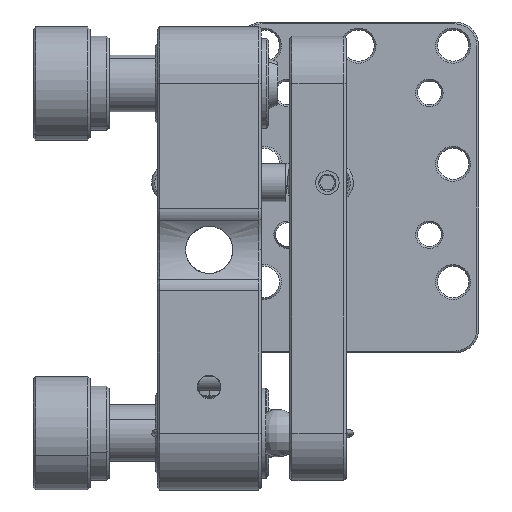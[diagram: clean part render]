
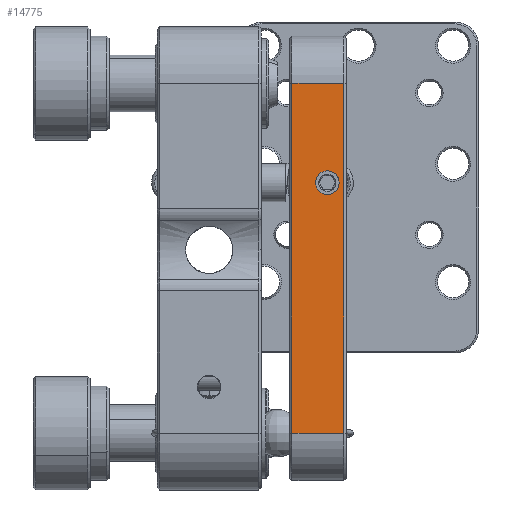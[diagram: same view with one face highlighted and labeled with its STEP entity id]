
A CAD part, front view. The second image highlights one B-rep face of the part: STEP entity #14775.
In plain terms, the highlighted planar face has unit normal (0, -1, 0).
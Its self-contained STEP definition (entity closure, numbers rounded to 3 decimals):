
#220 = CARTESIAN_POINT ( 'NONE',  ( 14.797, -23.5, -18.5 ) ) ;
#1771 = CARTESIAN_POINT ( 'NONE',  ( 11.246, -23.5, 7.853 ) ) ;
#2905 = DIRECTION ( 'NONE',  ( 0., 0., 1. ) ) ;
#3252 = CARTESIAN_POINT ( 'NONE',  ( 11.395, -23.5, 7.386 ) ) ;
#4089 = EDGE_CURVE ( 'NONE', #59002, #18540, #8368, .T. ) ;
#4335 = DIRECTION ( 'NONE',  ( -1., 0., 0. ) ) ;
#4865 = ORIENTED_EDGE ( 'NONE', *, *, #25449, .F. ) ;
#5115 = LINE ( 'NONE', #46289, #48778 ) ;
#5560 = VECTOR ( 'NONE', #45964, 1000. ) ;
#5612 = VECTOR ( 'NONE', #2905, 1000. ) ;
#6119 = CARTESIAN_POINT ( 'NONE',  ( 13.597, -23.5, 8.614 ) ) ;
#7020 = CARTESIAN_POINT ( 'NONE',  ( 12.349, -23.5, 9.25 ) ) ;
#7312 = CARTESIAN_POINT ( 'NONE',  ( 13.258, -23.5, 9.006 ) ) ;
#7414 = LINE ( 'NONE', #44088, #5612 ) ;
#7768 = CARTESIAN_POINT ( 'NONE',  ( 13.502, -23.5, 7.238 ) ) ;
#8368 = LINE ( 'NONE', #220, #52672 ) ;
#10283 = EDGE_CURVE ( 'NONE', #59002, #36352, #5115, .T. ) ;
#10938 = CARTESIAN_POINT ( 'NONE',  ( 11.246, -23.5, 8. ) ) ;
#11644 = EDGE_CURVE ( 'NONE', #18540, #12917, #7414, .T. ) ;
#12188 = EDGE_LOOP ( 'NONE', ( #13498, #57691, #50956, #14105 ) ) ;
#12917 = VERTEX_POINT ( 'NONE', #34601 ) ;
#13498 = ORIENTED_EDGE ( 'NONE', *, *, #4089, .F. ) ;
#14105 = ORIENTED_EDGE ( 'NONE', *, *, #11644, .F. ) ;
#14775 = ADVANCED_FACE ( 'NONE', ( #45504, #54822 ), #54527, .T. ) ;
#16065 = CARTESIAN_POINT ( 'NONE',  ( 11.273, -23.5, 8.306 ) ) ;
#16521 = CARTESIAN_POINT ( 'NONE',  ( 13.746, -23.5, 8. ) ) ;
#17105 = CARTESIAN_POINT ( 'NONE',  ( 13.746, -23.5, 7.853 ) ) ;
#18540 = VERTEX_POINT ( 'NONE', #46857 ) ;
#18668 = EDGE_CURVE ( 'NONE', #12917, #36352, #55870, .T. ) ;
#18900 = EDGE_LOOP ( 'NONE', ( #23650, #4865 ) ) ;
#18959 = DIRECTION ( 'NONE',  ( 0., 0., 1. ) ) ;
#19006 = EDGE_CURVE ( 'NONE', #52994, #46313, #25477, .T. ) ;
#20575 = CARTESIAN_POINT ( 'NONE',  ( 13.746, -23.5, 8.147 ) ) ;
#21626 = CARTESIAN_POINT ( 'NONE',  ( 12.349, -23.5, 6.75 ) ) ;
#22220 = CARTESIAN_POINT ( 'NONE',  ( 13.597, -23.5, 7.386 ) ) ;
#23401 = DIRECTION ( 'NONE',  ( -1., 0., 0. ) ) ;
#23650 = ORIENTED_EDGE ( 'NONE', *, *, #19006, .F. ) ;
#24497 = CARTESIAN_POINT ( 'NONE',  ( 13.502, -23.5, 8.762 ) ) ;
#25098 = CARTESIAN_POINT ( 'NONE',  ( 12.643, -23.5, 9.25 ) ) ;
#25121 = CARTESIAN_POINT ( 'NONE',  ( 14.246, -23.5, -18.5 ) ) ;
#25389 = CARTESIAN_POINT ( 'NONE',  ( 12.19, -23.5, 9.223 ) ) ;
#25449 = EDGE_CURVE ( 'NONE', #46313, #52994, #44597, .T. ) ;
#25477 = B_SPLINE_CURVE_WITH_KNOTS ( 'NONE', 3,
 ( #47452, #1771, #35724, #3252, #27008, #34837, #49805, #53150, #21626, #39938, #48630, #53446, #45305, #7768, #22220, #58235, #17105, #16521 ),
 .UNSPECIFIED., .F., .F.,
 ( 4, 2, 2, 2, 2, 2, 2, 2, 4 ),
 ( -3.927, -3.436, -2.945, -2.454, -1.963, -1.473, -0.982, -0.491, 0. ),
 .UNSPECIFIED. ) ;
#27008 = CARTESIAN_POINT ( 'NONE',  ( 11.49, -23.5, 7.238 ) ) ;
#29588 = CARTESIAN_POINT ( 'NONE',  ( 11.246, -23.5, 8.147 ) ) ;
#34095 = CARTESIAN_POINT ( 'NONE',  ( 11.49, -23.5, 8.762 ) ) ;
#34601 = CARTESIAN_POINT ( 'NONE',  ( 8.746, -23.5, 18.5 ) ) ;
#34837 = CARTESIAN_POINT ( 'NONE',  ( 11.734, -23.5, 6.994 ) ) ;
#35724 = CARTESIAN_POINT ( 'NONE',  ( 11.273, -23.5, 7.694 ) ) ;
#36352 = VERTEX_POINT ( 'NONE', #48302 ) ;
#38296 = CARTESIAN_POINT ( 'NONE',  ( 13.719, -23.5, 8.306 ) ) ;
#38601 = CARTESIAN_POINT ( 'NONE',  ( 11.734, -23.5, 9.006 ) ) ;
#39938 = CARTESIAN_POINT ( 'NONE',  ( 12.643, -23.5, 6.75 ) ) ;
#40146 = CARTESIAN_POINT ( 'NONE',  ( 14.797, -23.5, 22.201 ) ) ;
#42354 = CARTESIAN_POINT ( 'NONE',  ( 13.746, -23.5, 8. ) ) ;
#42800 = CARTESIAN_POINT ( 'NONE',  ( 13.11, -23.5, 9.101 ) ) ;
#44075 = AXIS2_PLACEMENT_3D ( 'NONE', #40146, #58446, #4335 ) ;
#44088 = CARTESIAN_POINT ( 'NONE',  ( 8.746, -23.5, 22.201 ) ) ;
#44597 = B_SPLINE_CURVE_WITH_KNOTS ( 'NONE', 3,
 ( #57195, #20575, #38296, #6119, #24497, #7312, #42800, #53003, #25098, #7020, #25389, #52107, #38601, #34095, #51810, #16065, #29588, #10938 ),
 .UNSPECIFIED., .F., .F.,
 ( 4, 2, 2, 2, 2, 2, 2, 2, 4 ),
 ( -3.927, -3.436, -2.945, -2.454, -1.963, -1.473, -0.982, -0.491, 0. ),
 .UNSPECIFIED. ) ;
#45305 = CARTESIAN_POINT ( 'NONE',  ( 13.258, -23.5, 6.994 ) ) ;
#45504 = FACE_OUTER_BOUND ( 'NONE', #12188, .T. ) ;
#45964 = DIRECTION ( 'NONE',  ( 1., 0., 0. ) ) ;
#46289 = CARTESIAN_POINT ( 'NONE',  ( 14.246, -23.5, 22.201 ) ) ;
#46313 = VERTEX_POINT ( 'NONE', #42354 ) ;
#46857 = CARTESIAN_POINT ( 'NONE',  ( 8.746, -23.5, -18.5 ) ) ;
#47452 = CARTESIAN_POINT ( 'NONE',  ( 11.246, -23.5, 8. ) ) ;
#48088 = CARTESIAN_POINT ( 'NONE',  ( 11.246, -23.5, 8. ) ) ;
#48302 = CARTESIAN_POINT ( 'NONE',  ( 14.246, -23.5, 18.5 ) ) ;
#48630 = CARTESIAN_POINT ( 'NONE',  ( 12.802, -23.5, 6.777 ) ) ;
#48778 = VECTOR ( 'NONE', #18959, 1000. ) ;
#49805 = CARTESIAN_POINT ( 'NONE',  ( 11.882, -23.5, 6.899 ) ) ;
#50956 = ORIENTED_EDGE ( 'NONE', *, *, #18668, .F. ) ;
#51364 = CARTESIAN_POINT ( 'NONE',  ( 14.797, -23.5, 18.5 ) ) ;
#51810 = CARTESIAN_POINT ( 'NONE',  ( 11.395, -23.5, 8.614 ) ) ;
#52107 = CARTESIAN_POINT ( 'NONE',  ( 11.882, -23.5, 9.101 ) ) ;
#52672 = VECTOR ( 'NONE', #23401, 1000. ) ;
#52994 = VERTEX_POINT ( 'NONE', #48088 ) ;
#53003 = CARTESIAN_POINT ( 'NONE',  ( 12.802, -23.5, 9.223 ) ) ;
#53150 = CARTESIAN_POINT ( 'NONE',  ( 12.19, -23.5, 6.777 ) ) ;
#53446 = CARTESIAN_POINT ( 'NONE',  ( 13.11, -23.5, 6.899 ) ) ;
#54527 = PLANE ( 'NONE',  #44075 ) ;
#54822 = FACE_BOUND ( 'NONE', #18900, .T. ) ;
#55870 = LINE ( 'NONE', #51364, #5560 ) ;
#57195 = CARTESIAN_POINT ( 'NONE',  ( 13.746, -23.5, 8. ) ) ;
#57691 = ORIENTED_EDGE ( 'NONE', *, *, #10283, .T. ) ;
#58235 = CARTESIAN_POINT ( 'NONE',  ( 13.719, -23.5, 7.694 ) ) ;
#58446 = DIRECTION ( 'NONE',  ( 0., -1., 0. ) ) ;
#59002 = VERTEX_POINT ( 'NONE', #25121 ) ;
